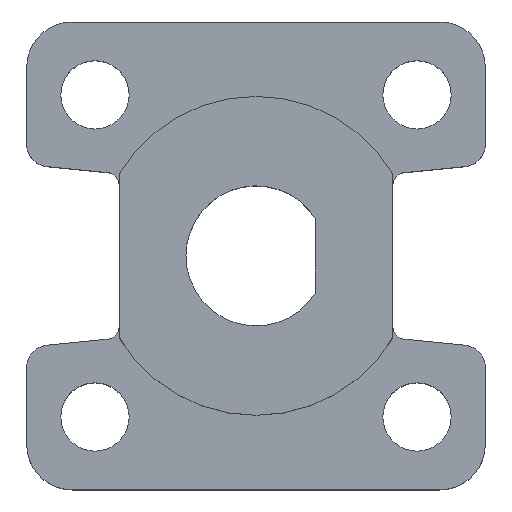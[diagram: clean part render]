
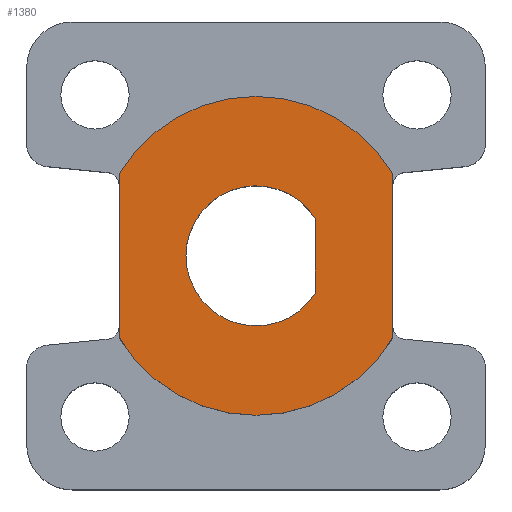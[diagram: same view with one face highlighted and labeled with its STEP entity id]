
A CAD part, top view. The second image highlights one B-rep face of the part: STEP entity #1380.
In plain terms, the highlighted planar face has unit normal (0, 0, 1).
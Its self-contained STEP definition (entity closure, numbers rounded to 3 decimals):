
#32 = VERTEX_POINT ( 'NONE', #979 ) ;
#36 = CARTESIAN_POINT ( 'NONE',  ( -6., 3.606, 11.5 ) ) ;
#41 = CARTESIAN_POINT ( 'NONE',  ( 6., 3.606, 11.5 ) ) ;
#43 = AXIS2_PLACEMENT_3D ( 'NONE', #390, #1520, #127 ) ;
#73 = DIRECTION ( 'NONE',  ( 0., 0., 1. ) ) ;
#105 = ORIENTED_EDGE ( 'NONE', *, *, #386, .F. ) ;
#127 = DIRECTION ( 'NONE',  ( 1., 0., 0. ) ) ;
#165 = VERTEX_POINT ( 'NONE', #647 ) ;
#201 = EDGE_CURVE ( 'NONE', #1472, #1045, #888, .T. ) ;
#225 = DIRECTION ( 'NONE',  ( 0., -1., 0. ) ) ;
#262 = VECTOR ( 'NONE', #1506, 1000. ) ;
#263 = CARTESIAN_POINT ( 'NONE',  ( 2.6, -1.642, 11.5 ) ) ;
#307 = FACE_BOUND ( 'NONE', #1057, .T. ) ;
#349 = DIRECTION ( 'NONE',  ( 1., 0., 0. ) ) ;
#369 = VERTEX_POINT ( 'NONE', #1450 ) ;
#386 = EDGE_CURVE ( 'NONE', #1472, #1160, #473, .T. ) ;
#390 = CARTESIAN_POINT ( 'NONE',  ( 0., 0., 11.5 ) ) ;
#425 = PLANE ( 'NONE',  #823 ) ;
#452 = EDGE_CURVE ( 'NONE', #32, #369, #1304, .T. ) ;
#473 = LINE ( 'NONE', #1346, #623 ) ;
#481 = ORIENTED_EDGE ( 'NONE', *, *, #1260, .F. ) ;
#516 = DIRECTION ( 'NONE',  ( 0., 0., 1. ) ) ;
#526 = FACE_OUTER_BOUND ( 'NONE', #926, .T. ) ;
#563 = VECTOR ( 'NONE', #1503, 1000. ) ;
#623 = VECTOR ( 'NONE', #225, 1000. ) ;
#635 = CARTESIAN_POINT ( 'NONE',  ( -6., 0., 11.5 ) ) ;
#647 = CARTESIAN_POINT ( 'NONE',  ( -6., -3.606, 11.5 ) ) ;
#669 = CARTESIAN_POINT ( 'NONE',  ( 0., 0., 11.5 ) ) ;
#718 = AXIS2_PLACEMENT_3D ( 'NONE', #669, #1315, #1173 ) ;
#739 = CARTESIAN_POINT ( 'NONE',  ( 6., -3.606, 11.5 ) ) ;
#761 = DIRECTION ( 'NONE',  ( 1., 0., 0. ) ) ;
#778 = EDGE_CURVE ( 'NONE', #369, #982, #1388, .T. ) ;
#818 = EDGE_CURVE ( 'NONE', #1045, #165, #1371, .T. ) ;
#823 = AXIS2_PLACEMENT_3D ( 'NONE', #1297, #73, #1309 ) ;
#873 = ORIENTED_EDGE ( 'NONE', *, *, #452, .F. ) ;
#888 = CIRCLE ( 'NONE', #1098, 7. ) ;
#920 = ORIENTED_EDGE ( 'NONE', *, *, #778, .F. ) ;
#926 = EDGE_LOOP ( 'NONE', ( #1593, #1026, #949, #105 ) ) ;
#937 = AXIS2_PLACEMENT_3D ( 'NONE', #1199, #970, #349 ) ;
#949 = ORIENTED_EDGE ( 'NONE', *, *, #1440, .T. ) ;
#970 = DIRECTION ( 'NONE',  ( 0., 0., 1. ) ) ;
#979 = CARTESIAN_POINT ( 'NONE',  ( 2.6, 1.642, 11.5 ) ) ;
#982 = VERTEX_POINT ( 'NONE', #1033 ) ;
#1026 = ORIENTED_EDGE ( 'NONE', *, *, #818, .T. ) ;
#1033 = CARTESIAN_POINT ( 'NONE',  ( 2.6, -1.642, 11.5 ) ) ;
#1045 = VERTEX_POINT ( 'NONE', #36 ) ;
#1057 = EDGE_LOOP ( 'NONE', ( #873, #481, #920 ) ) ;
#1098 = AXIS2_PLACEMENT_3D ( 'NONE', #1412, #516, #761 ) ;
#1160 = VERTEX_POINT ( 'NONE', #739 ) ;
#1173 = DIRECTION ( 'NONE',  ( 1., 0., 0. ) ) ;
#1199 = CARTESIAN_POINT ( 'NONE',  ( 0., 0., 11.5 ) ) ;
#1260 = EDGE_CURVE ( 'NONE', #982, #32, #1522, .T. ) ;
#1297 = CARTESIAN_POINT ( 'NONE',  ( 0., 0., 11.5 ) ) ;
#1304 = CIRCLE ( 'NONE', #43, 3.075 ) ;
#1309 = DIRECTION ( 'NONE',  ( 1., 0., 0. ) ) ;
#1315 = DIRECTION ( 'NONE',  ( 0., 0., 1. ) ) ;
#1346 = CARTESIAN_POINT ( 'NONE',  ( 6., 0., 11.5 ) ) ;
#1371 = LINE ( 'NONE', #635, #262 ) ;
#1380 = ADVANCED_FACE ( 'NONE', ( #526, #307 ), #425, .T. ) ;
#1388 = CIRCLE ( 'NONE', #937, 3.075 ) ;
#1412 = CARTESIAN_POINT ( 'NONE',  ( 0., 0., 11.5 ) ) ;
#1431 = CIRCLE ( 'NONE', #718, 7. ) ;
#1440 = EDGE_CURVE ( 'NONE', #165, #1160, #1431, .T. ) ;
#1450 = CARTESIAN_POINT ( 'NONE',  ( -3.075, 0., 11.5 ) ) ;
#1472 = VERTEX_POINT ( 'NONE', #41 ) ;
#1503 = DIRECTION ( 'NONE',  ( 0., 1., 0. ) ) ;
#1506 = DIRECTION ( 'NONE',  ( 0., -1., 0. ) ) ;
#1520 = DIRECTION ( 'NONE',  ( 0., 0., 1. ) ) ;
#1522 = LINE ( 'NONE', #263, #563 ) ;
#1593 = ORIENTED_EDGE ( 'NONE', *, *, #201, .T. ) ;
